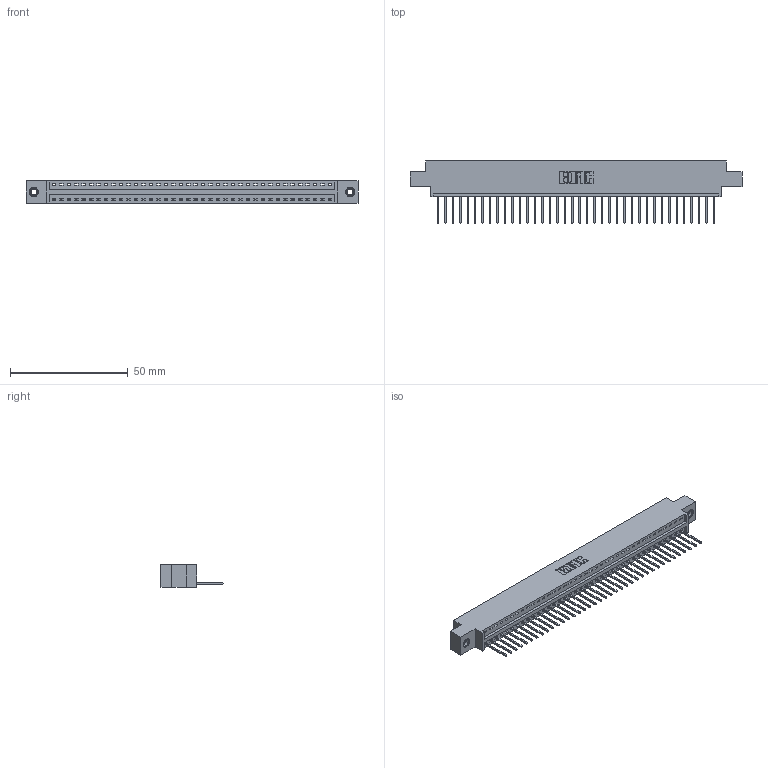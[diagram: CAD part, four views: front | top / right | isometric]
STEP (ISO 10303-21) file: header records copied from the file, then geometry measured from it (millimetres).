
FILE_DESCRIPTION (( 'STEP AP203' ), '1' );
FILE_NAME ('346-038-522-607.STEP', '2018-08-24T05:02:03', ( '' ), ( '' ), 'SwSTEP 2.0', 'SolidWorks 2016', '' );
FILE_SCHEMA (( 'CONFIG_CONTROL_DESIGN' ));
Length unit declared in the file: inch
Products named in the file (4): 346 Part_0.170 Offset - 0.156 Dia-TI; 345-292-001_345-293-122; 345-250-001_345-250-005-103; 346-038-522-607
Assembly tree (41 placements, depth 2):
  346-038-522-607
    346 Part_0.170 Offset - 0.156 Dia-TI
    345-292-001_345-293-122  x38
    345-250-001_345-250-005-103  x2
Bounding box: 141.22 x 26.42 x 9.4 mm (x, y, z)
Volume: 13327.3 mm3; surface area: 16949.1 mm2
Topology: 41 solids, 41 shells, 2390 faces, 7165 edges, 4718 vertices
Faces by surface type: plane 1632, cylinder 742, cone 12, torus 4
Entity records: 25458 total; most frequent: CARTESIAN_POINT 4349, ORIENTED_EDGE 4314, DIRECTION 3867, EDGE_CURVE 2157, LINE 1853, VECTOR 1853, VERTEX_POINT 1432, AXIS2_PLACEMENT_3D 1007
